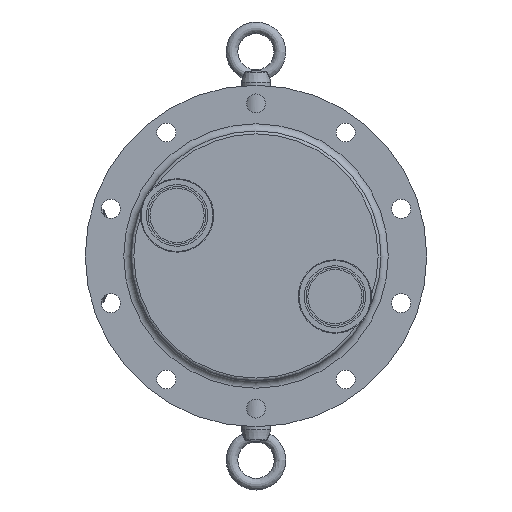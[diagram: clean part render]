
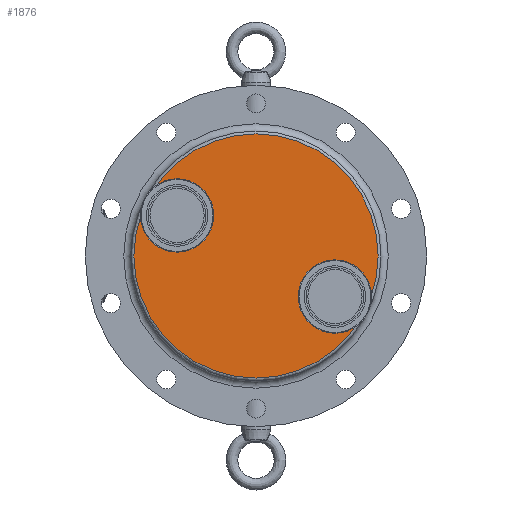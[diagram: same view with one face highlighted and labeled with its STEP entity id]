
A CAD part, left-side view. The second image highlights one B-rep face of the part: STEP entity #1876.
In plain terms, the highlighted planar face has unit normal (-1, 0, 0).
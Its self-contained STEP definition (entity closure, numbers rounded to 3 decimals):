
#42=FACE_BOUND('',#291,.T.);
#43=FACE_BOUND('',#292,.T.);
#138=PLANE('',#2023);
#185=FACE_OUTER_BOUND('',#290,.T.);
#290=EDGE_LOOP('',(#1304));
#291=EDGE_LOOP('',(#1305));
#292=EDGE_LOOP('',(#1306));
#621=CIRCLE('',#1999,21.85);
#639=CIRCLE('',#2024,84.);
#640=CIRCLE('',#2025,21.85);
#802=VERTEX_POINT('',#2923);
#817=VERTEX_POINT('',#2966);
#818=VERTEX_POINT('',#2968);
#987=EDGE_CURVE('',#802,#802,#621,.T.);
#1008=EDGE_CURVE('',#817,#817,#639,.T.);
#1009=EDGE_CURVE('',#818,#818,#640,.T.);
#1304=ORIENTED_EDGE('',*,*,#1008,.F.);
#1305=ORIENTED_EDGE('',*,*,#987,.F.);
#1306=ORIENTED_EDGE('',*,*,#1009,.F.);
#1876=ADVANCED_FACE('',(#185,#42,#43),#138,.T.);
#1999=AXIS2_PLACEMENT_3D('',#2924,#2289,#2290);
#2023=AXIS2_PLACEMENT_3D('',#2965,#2340,#2341);
#2024=AXIS2_PLACEMENT_3D('',#2967,#2342,#2343);
#2025=AXIS2_PLACEMENT_3D('',#2969,#2344,#2345);
#2289=DIRECTION('center_axis',(-1.,0.,0.));
#2290=DIRECTION('ref_axis',(0.,0.,1.));
#2340=DIRECTION('center_axis',(-1.,0.,0.));
#2341=DIRECTION('ref_axis',(0.,0.,1.));
#2342=DIRECTION('center_axis',(1.,0.,0.));
#2343=DIRECTION('ref_axis',(0.,0.,-1.));
#2344=DIRECTION('center_axis',(-1.,0.,0.));
#2345=DIRECTION('ref_axis',(0.,0.,1.));
#2923=CARTESIAN_POINT('',(267.,54.3,6.05));
#2924=CARTESIAN_POINT('Origin',(267.,54.3,27.9));
#2965=CARTESIAN_POINT('Origin',(267.,84.,0.));
#2966=CARTESIAN_POINT('',(267.,0.,84.));
#2967=CARTESIAN_POINT('Origin',(267.,0.,0.));
#2968=CARTESIAN_POINT('',(267.,-54.3,-49.75));
#2969=CARTESIAN_POINT('Origin',(267.,-54.3,-27.9));
